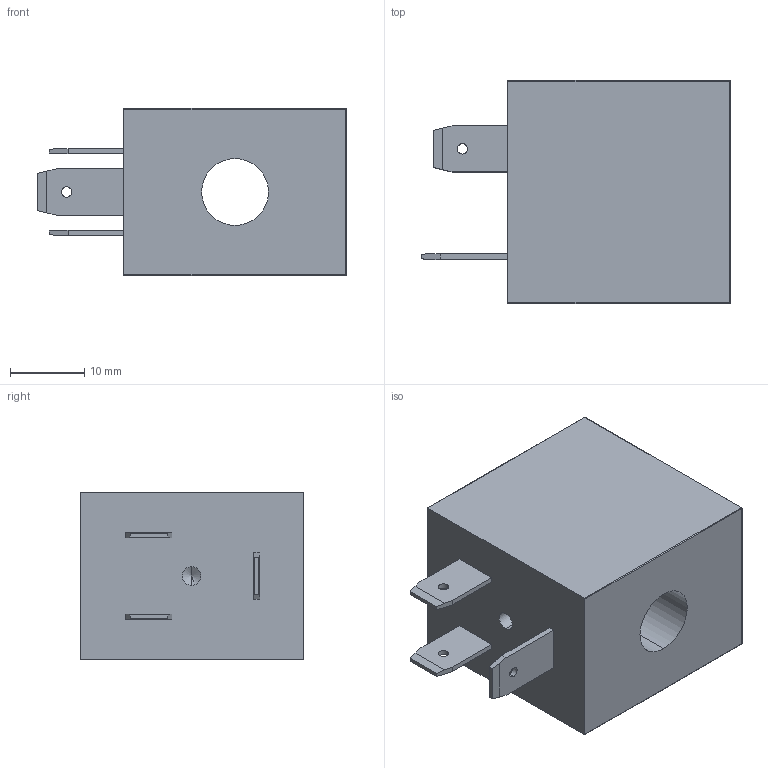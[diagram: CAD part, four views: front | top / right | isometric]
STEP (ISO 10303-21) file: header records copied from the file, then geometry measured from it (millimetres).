
FILE_DESCRIPTION (( 'STEP AP214' ), '1' );
FILE_NAME ('AVC2-24A.step', '2016-07-27T15:08:54', ( '' ), ( '' ), 'SwSTEP 2.0', 'SolidWorks 2016', '' );
FILE_SCHEMA (( 'AUTOMOTIVE_DESIGN' ));
Length unit declared in the file: millimetre
Products named in the file (1): AVC2-24A
Bounding box: 41.6 x 30 x 22.5 mm (x, y, z)
Volume: 18267.3 mm3; surface area: 5711.7 mm2
Topology: 1 solids, 1 shells, 60 faces, 152 edges, 93 vertices
Faces by surface type: plane 34, cylinder 20, sphere 4, cone 2
Entity records: 1818 total; most frequent: DIRECTION 308, CARTESIAN_POINT 300, ORIENTED_EDGE 292, EDGE_CURVE 146, LINE 106, VECTOR 106, AXIS2_PLACEMENT_3D 101, VERTEX_POINT 93
